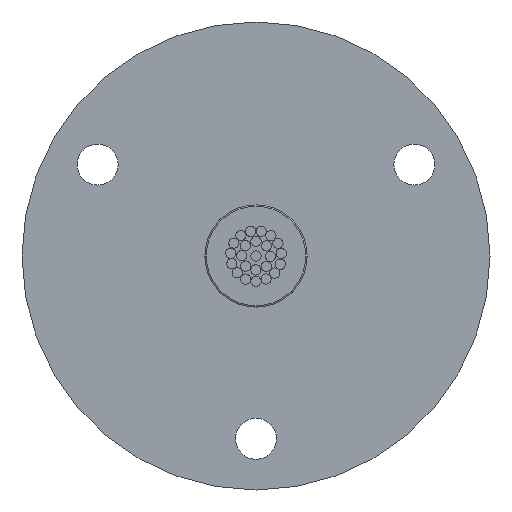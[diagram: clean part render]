
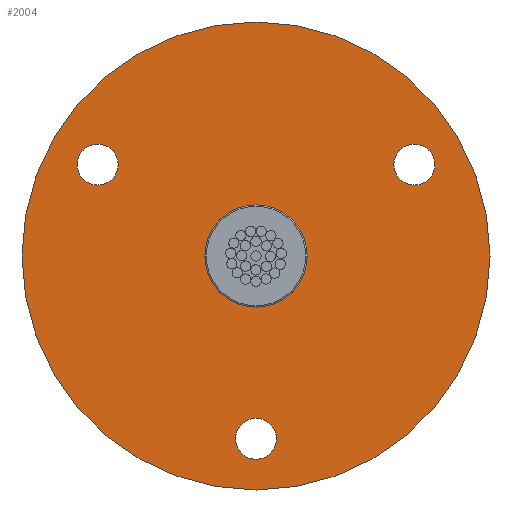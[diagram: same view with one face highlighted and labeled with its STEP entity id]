
A CAD part, front view. The second image highlights one B-rep face of the part: STEP entity #2004.
In plain terms, the highlighted planar face has unit normal (0, -1, 0).
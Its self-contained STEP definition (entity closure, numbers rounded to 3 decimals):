
#1=CARTESIAN_POINT('',(0.,0.,0.));
#2=DIRECTION('',(0.,1.,0.));
#3=DIRECTION('',(1.,0.,0.));
#4=AXIS2_PLACEMENT_3D('',#1,#2,#3);
#6=CARTESIAN_POINT('',(0.,0.,0.));
#7=DIRECTION('',(0.,1.,0.));
#8=DIRECTION('',(-1.,0.,0.));
#9=AXIS2_PLACEMENT_3D('',#6,#7,#8);
#11=CARTESIAN_POINT('',(0.,0.,-12.5));
#12=DIRECTION('',(0.,-1.,0.));
#13=DIRECTION('',(1.,0.,0.));
#14=AXIS2_PLACEMENT_3D('',#11,#12,#13);
#16=CARTESIAN_POINT('',(0.,0.,-12.5));
#17=DIRECTION('',(0.,-1.,0.));
#18=DIRECTION('',(-1.,0.,0.));
#19=AXIS2_PLACEMENT_3D('',#16,#17,#18);
#21=CARTESIAN_POINT('',(10.825,0.,6.25));
#22=DIRECTION('',(0.,-1.,0.));
#23=DIRECTION('',(1.,0.,0.));
#24=AXIS2_PLACEMENT_3D('',#21,#22,#23);
#26=CARTESIAN_POINT('',(10.825,0.,6.25));
#27=DIRECTION('',(0.,-1.,0.));
#28=DIRECTION('',(-1.,0.,0.));
#29=AXIS2_PLACEMENT_3D('',#26,#27,#28);
#31=CARTESIAN_POINT('',(-10.825,0.,6.25));
#32=DIRECTION('',(0.,-1.,0.));
#33=DIRECTION('',(1.,0.,0.));
#34=AXIS2_PLACEMENT_3D('',#31,#32,#33);
#36=CARTESIAN_POINT('',(-10.825,0.,6.25));
#37=DIRECTION('',(0.,-1.,0.));
#38=DIRECTION('',(-1.,0.,0.));
#39=AXIS2_PLACEMENT_3D('',#36,#37,#38);
#41=CARTESIAN_POINT('',(0.,0.,0.));
#42=DIRECTION('',(0.,-1.,0.));
#43=DIRECTION('',(-1.,0.,0.));
#44=AXIS2_PLACEMENT_3D('',#41,#42,#43);
#46=CARTESIAN_POINT('',(0.,0.,0.));
#47=DIRECTION('',(0.,-1.,0.));
#48=DIRECTION('',(1.,0.,0.));
#49=AXIS2_PLACEMENT_3D('',#46,#47,#48);
#1533=CARTESIAN_POINT('',(16.,0.,0.));
#1534=CARTESIAN_POINT('',(-16.,0.,0.));
#1535=VERTEX_POINT('',#1533);
#1536=VERTEX_POINT('',#1534);
#1537=CARTESIAN_POINT('',(1.4,0.,-12.5));
#1538=CARTESIAN_POINT('',(-1.4,0.,-12.5));
#1539=VERTEX_POINT('',#1537);
#1540=VERTEX_POINT('',#1538);
#1541=CARTESIAN_POINT('',(12.225,0.,6.25));
#1542=CARTESIAN_POINT('',(9.425,0.,6.25));
#1543=VERTEX_POINT('',#1541);
#1544=VERTEX_POINT('',#1542);
#1545=CARTESIAN_POINT('',(-9.425,0.,6.25));
#1546=CARTESIAN_POINT('',(-12.225,0.,6.25));
#1547=VERTEX_POINT('',#1545);
#1548=VERTEX_POINT('',#1546);
#1573=CARTESIAN_POINT('',(-3.5,0.,0.));
#1574=CARTESIAN_POINT('',(3.5,0.,0.));
#1575=VERTEX_POINT('',#1573);
#1576=VERTEX_POINT('',#1574);
#1969=CARTESIAN_POINT('',(0.,0.,0.));
#1970=DIRECTION('',(0.,1.,0.));
#1971=DIRECTION('',(1.,0.,0.));
#1972=AXIS2_PLACEMENT_3D('',#1969,#1970,#1971);
#1973=PLANE('',#1972);
#1975=ORIENTED_EDGE('',*,*,#1974,.T.);
#1977=ORIENTED_EDGE('',*,*,#1976,.T.);
#1978=EDGE_LOOP('',(#1975,#1977));
#1979=FACE_OUTER_BOUND('',#1978,.F.);
#1981=ORIENTED_EDGE('',*,*,#1980,.T.);
#1983=ORIENTED_EDGE('',*,*,#1982,.T.);
#1984=EDGE_LOOP('',(#1981,#1983));
#1985=FACE_BOUND('',#1984,.F.);
#1987=ORIENTED_EDGE('',*,*,#1986,.T.);
#1989=ORIENTED_EDGE('',*,*,#1988,.T.);
#1990=EDGE_LOOP('',(#1987,#1989));
#1991=FACE_BOUND('',#1990,.F.);
#1993=ORIENTED_EDGE('',*,*,#1992,.T.);
#1995=ORIENTED_EDGE('',*,*,#1994,.T.);
#1996=EDGE_LOOP('',(#1993,#1995));
#1997=FACE_BOUND('',#1996,.F.);
#1999=ORIENTED_EDGE('',*,*,#1998,.T.);
#2001=ORIENTED_EDGE('',*,*,#2000,.T.);
#2002=EDGE_LOOP('',(#1999,#2001));
#2003=FACE_BOUND('',#2002,.F.);
#2004=ADVANCED_FACE('',(#1979,#1985,#1991,#1997,#2003),#1973,.F.);
#5=CIRCLE('',#4,16.);
#10=CIRCLE('',#9,16.);
#15=CIRCLE('',#14,1.4);
#20=CIRCLE('',#19,1.4);
#25=CIRCLE('',#24,1.4);
#30=CIRCLE('',#29,1.4);
#35=CIRCLE('',#34,1.4);
#40=CIRCLE('',#39,1.4);
#45=CIRCLE('',#44,3.5);
#50=CIRCLE('',#49,3.5);
#1974=EDGE_CURVE('',#1535,#1536,#5,.T.);
#1976=EDGE_CURVE('',#1536,#1535,#10,.T.);
#1980=EDGE_CURVE('',#1539,#1540,#15,.T.);
#1982=EDGE_CURVE('',#1540,#1539,#20,.T.);
#1986=EDGE_CURVE('',#1543,#1544,#25,.T.);
#1988=EDGE_CURVE('',#1544,#1543,#30,.T.);
#1992=EDGE_CURVE('',#1547,#1548,#35,.T.);
#1994=EDGE_CURVE('',#1548,#1547,#40,.T.);
#1998=EDGE_CURVE('',#1575,#1576,#45,.T.);
#2000=EDGE_CURVE('',#1576,#1575,#50,.T.);
